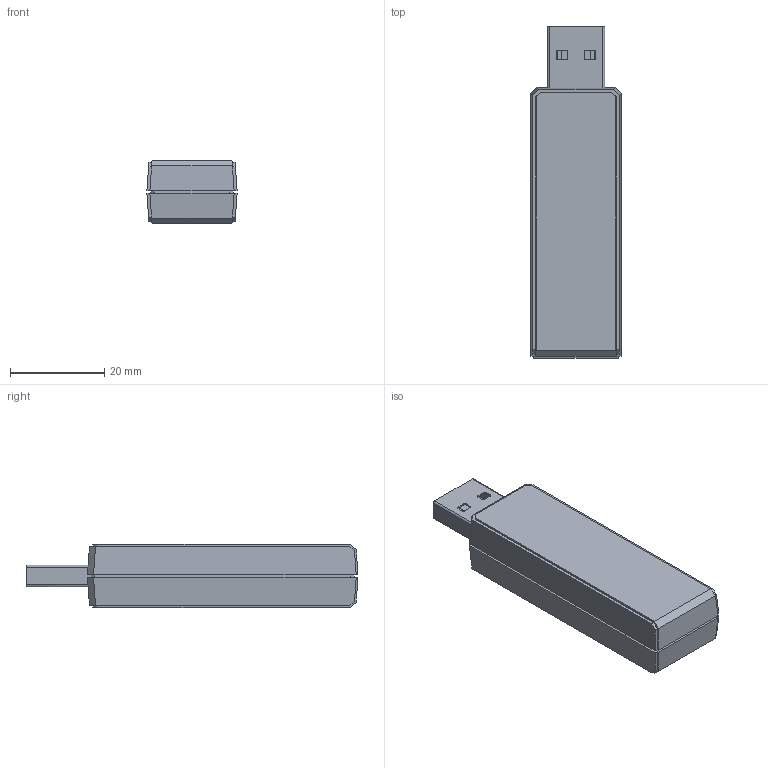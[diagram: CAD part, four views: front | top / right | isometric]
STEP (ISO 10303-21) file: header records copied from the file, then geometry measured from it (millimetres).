
FILE_DESCRIPTION((''),'2;1');
FILE_NAME('220705_ASSEMBLY_ASM','2016-11-09T',('mboyer'),(''),'PRO/ENGINEER BY PARAMETRIC TECHNOLOGY CORPORATION, 2010280','PRO/ENGINEER BY PARAMETRIC TECHNOLOGY CORPORATION, 2010280','');
FILE_SCHEMA(('AUTOMOTIVE_DESIGN_CC2 { 1 2 10303 214 -1 1 5 2 }'));
Length unit declared in the file: inch
Products named in the file (4): 220705_PCB; 220705_BASE; 220705_COVER; 220705_ASSEMBLY_ASM
Assembly tree (3 placements, depth 2):
  220705_ASSEMBLY_ASM
    220705_PCB
    220705_BASE
    220705_COVER
Bounding box: 19.1 x 70.29 x 13.44 mm (x, y, z)
Volume: 8465.5 mm3; surface area: 11343.6 mm2
Topology: 3 solids, 3 shells, 420 faces, 1187 edges, 778 vertices
Faces by surface type: plane 276, cylinder 124, cone 12, bspline 8
Entity records: 20536 total; most frequent: CARTESIAN_POINT 5689, ORIENTED_EDGE 2374, DIRECTION 2117, PRESENTATION_STYLE_ASSIGNMENT 1219, STYLED_ITEM 1190, CURVE_STYLE 1187, EDGE_CURVE 1187, VECTOR 839
